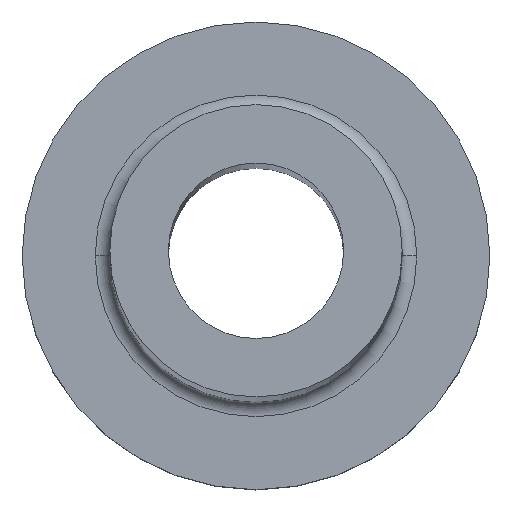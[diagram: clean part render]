
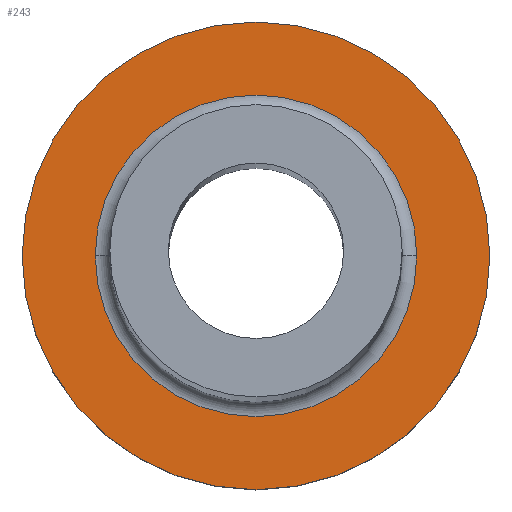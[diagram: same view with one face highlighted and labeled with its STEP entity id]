
A CAD part, top view. The second image highlights one B-rep face of the part: STEP entity #243.
In plain terms, the highlighted planar face has unit normal (0, 0, 1).
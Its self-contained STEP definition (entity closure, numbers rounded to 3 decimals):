
#8 = DIRECTION ( 'NONE',  ( 1., 0., 0. ) ) ;
#11 = DIRECTION ( 'NONE',  ( 1., 0., 0. ) ) ;
#19 = DIRECTION ( 'NONE',  ( 0., 0., 1. ) ) ;
#25 = EDGE_LOOP ( 'NONE', ( #28, #29 ) ) ;
#28 = ORIENTED_EDGE ( 'NONE', *, *, #257, .T. ) ;
#29 = ORIENTED_EDGE ( 'NONE', *, *, #244, .T. ) ;
#37 = CARTESIAN_POINT ( 'NONE',  ( 0., 0., 5. ) ) ;
#43 = FACE_BOUND ( 'NONE', #261, .T. ) ;
#49 = DIRECTION ( 'NONE',  ( 0., 0., -1. ) ) ;
#57 = CIRCLE ( 'NONE', #319, 8. ) ;
#60 = VERTEX_POINT ( 'NONE', #332 ) ;
#73 = VERTEX_POINT ( 'NONE', #247 ) ;
#74 = CARTESIAN_POINT ( 'NONE',  ( 0., 0., 5. ) ) ;
#83 = CIRCLE ( 'NONE', #190, 8. ) ;
#103 = CARTESIAN_POINT ( 'NONE',  ( 0., 0., 5. ) ) ;
#113 = VERTEX_POINT ( 'NONE', #274 ) ;
#124 = FACE_OUTER_BOUND ( 'NONE', #25, .T. ) ;
#127 = AXIS2_PLACEMENT_3D ( 'NONE', #74, #49, #191 ) ;
#138 = CARTESIAN_POINT ( 'NONE',  ( 0., 0., 5. ) ) ;
#158 = DIRECTION ( 'NONE',  ( 0., 0., -1. ) ) ;
#163 = DIRECTION ( 'NONE',  ( 1., 0., 0. ) ) ;
#180 = AXIS2_PLACEMENT_3D ( 'NONE', #37, #158, #8 ) ;
#190 = AXIS2_PLACEMENT_3D ( 'NONE', #103, #366, #11 ) ;
#191 = DIRECTION ( 'NONE',  ( 1., 0., 0. ) ) ;
#196 = CIRCLE ( 'NONE', #180, 5.5 ) ;
#214 = EDGE_CURVE ( 'NONE', #113, #289, #196, .T. ) ;
#229 = CARTESIAN_POINT ( 'NONE',  ( 0., 0., 5. ) ) ;
#236 = ORIENTED_EDGE ( 'NONE', *, *, #214, .T. ) ;
#243 = ADVANCED_FACE ( 'NONE', ( #43, #124 ), #320, .T. ) ;
#244 = EDGE_CURVE ( 'NONE', #60, #73, #57, .T. ) ;
#247 = CARTESIAN_POINT ( 'NONE',  ( -8., 0., 5. ) ) ;
#257 = EDGE_CURVE ( 'NONE', #73, #60, #83, .T. ) ;
#260 = DIRECTION ( 'NONE',  ( 0., 0., 1. ) ) ;
#261 = EDGE_LOOP ( 'NONE', ( #236, #370 ) ) ;
#273 = AXIS2_PLACEMENT_3D ( 'NONE', #229, #19, #163 ) ;
#274 = CARTESIAN_POINT ( 'NONE',  ( 5.5, 0., 5. ) ) ;
#289 = VERTEX_POINT ( 'NONE', #313 ) ;
#313 = CARTESIAN_POINT ( 'NONE',  ( -5.5, 0., 5. ) ) ;
#315 = CIRCLE ( 'NONE', #127, 5.5 ) ;
#319 = AXIS2_PLACEMENT_3D ( 'NONE', #138, #260, #337 ) ;
#320 = PLANE ( 'NONE',  #273 ) ;
#332 = CARTESIAN_POINT ( 'NONE',  ( 8., 0., 5. ) ) ;
#333 = EDGE_CURVE ( 'NONE', #289, #113, #315, .T. ) ;
#337 = DIRECTION ( 'NONE',  ( 1., 0., 0. ) ) ;
#366 = DIRECTION ( 'NONE',  ( 0., 0., 1. ) ) ;
#370 = ORIENTED_EDGE ( 'NONE', *, *, #333, .T. ) ;
